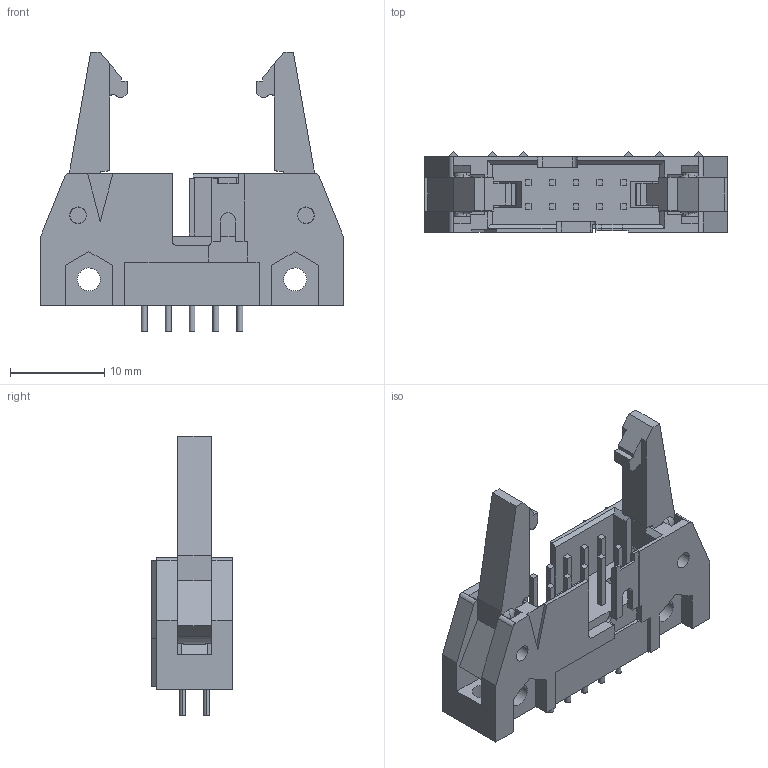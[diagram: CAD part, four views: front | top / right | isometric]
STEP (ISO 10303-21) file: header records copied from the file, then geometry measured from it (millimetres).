
FILE_DESCRIPTION((''),'2;1');
FILE_NAME('C-5499922-1','2019-03-07T07:27:01',('workeradm'),('TE Connectivity Ltd.'),'CREO PARAMETRIC BY PTC INC, 2018190','CREO PARAMETRIC BY PTC INC, 2018190','');
FILE_SCHEMA(('AUTOMOTIVE_DESIGN { 1 0 10303 214 1 1 1 1 }'));
Length unit declared in the file: millimetre
Products named in the file (1): C-5499922-1
Bounding box: 32 x 8.53 x 29.59 mm (x, y, z)
Volume: 2477.9 mm3; surface area: 3181.4 mm2
Topology: 1 solids, 1 shells, 326 faces, 898 edges, 588 vertices
Faces by surface type: plane 251, cylinder 67, sphere 8
Entity records: 10338 total; most frequent: CARTESIAN_POINT 1806, ORIENTED_EDGE 1780, DIRECTION 1718, EDGE_CURVE 890, VECTOR 714, LINE 714, VERTEX_POINT 588, AXIS2_PLACEMENT_3D 502
